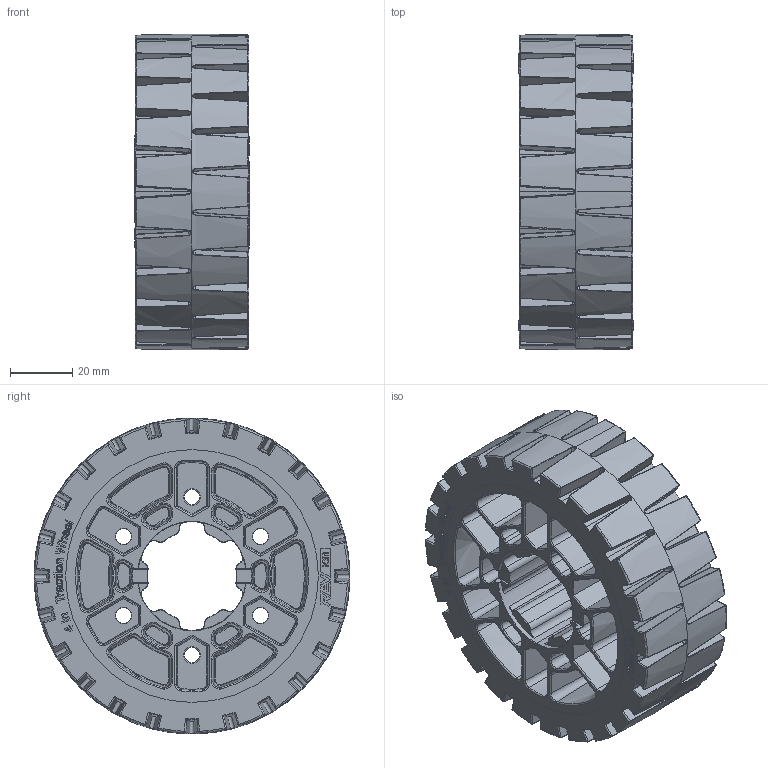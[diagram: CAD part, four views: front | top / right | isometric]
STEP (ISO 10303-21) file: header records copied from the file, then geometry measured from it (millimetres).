
FILE_DESCRIPTION (( 'STEP AP203' ), '1' );
FILE_NAME ('Traction Wheel - 4in - MAXSpline.STEP', '2022-04-05T14:12:39', ( '' ), ( '' ), 'SwSTEP 2.0', 'SolidWorks 2022', '' );
FILE_SCHEMA (( 'CONFIG_CONTROL_DESIGN' ));
Products named in the file (1): Traction Wheel - 4in - MAXSpline
Bounding box: 36.71 x 101.6 x 101.6 mm (x, y, z)
Volume: 176387.4 mm3; surface area: 105967.8 mm2
Topology: 2 solids, 2 shells, 4535 faces, 11279 edges, 6416 vertices
Faces by surface type: bspline 1904, torus 974, plane 730, cone 550, cylinder 361, sphere 16
Entity records: 183490 total; most frequent: CARTESIAN_POINT 90007, ORIENTED_EDGE 21790, DIRECTION 16603, EDGE_CURVE 10895, AXIS2_PLACEMENT_3D 6776, VERTEX_POINT 6416, EDGE_LOOP 4651, FACE_OUTER_BOUND 4535
